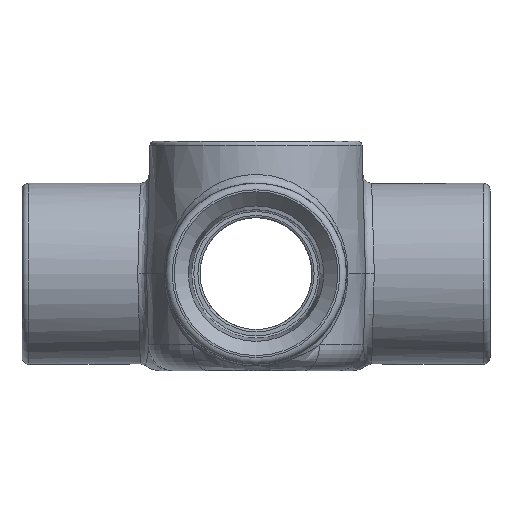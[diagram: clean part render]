
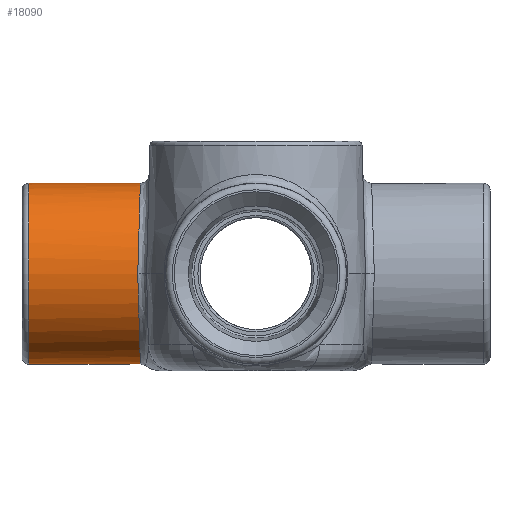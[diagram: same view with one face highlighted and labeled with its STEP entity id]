
A CAD part, left-side view. The second image highlights one B-rep face of the part: STEP entity #18090.
In plain terms, the highlighted cylindrical face has radius 16.272 mm (diameter 32.544 mm), a full revolution.
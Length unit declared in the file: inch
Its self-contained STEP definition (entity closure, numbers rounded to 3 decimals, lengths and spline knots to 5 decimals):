
#45=ELLIPSE('',#19093,0.64089,0.64063);
#46=ELLIPSE('',#19094,0.64089,0.64063);
#156=FACE_BOUND('',#5938,.T.);
#4312=CYLINDRICAL_SURFACE('',#19092,0.64063);
#4816=FACE_OUTER_BOUND('',#5937,.T.);
#5937=EDGE_LOOP('',(#14603,#14604));
#5938=EDGE_LOOP('',(#14605));
#7334=CIRCLE('',#19091,0.64063);
#8507=VERTEX_POINT('',#28390);
#8508=VERTEX_POINT('',#28393);
#8509=VERTEX_POINT('',#28394);
#10690=EDGE_CURVE('',#8507,#8507,#7334,.T.);
#10691=EDGE_CURVE('',#8508,#8509,#45,.T.);
#10692=EDGE_CURVE('',#8509,#8508,#46,.T.);
#14603=ORIENTED_EDGE('',*,*,#10691,.F.);
#14604=ORIENTED_EDGE('',*,*,#10692,.F.);
#14605=ORIENTED_EDGE('',*,*,#10690,.F.);
#18090=ADVANCED_FACE('',(#4816,#156),#4312,.T.);
#19091=AXIS2_PLACEMENT_3D('',#28391,#21405,#21406);
#19092=AXIS2_PLACEMENT_3D('',#28392,#21407,#21408);
#19093=AXIS2_PLACEMENT_3D('',#28395,#21409,#21410);
#19094=AXIS2_PLACEMENT_3D('',#28396,#21411,#21412);
#21405=DIRECTION('center_axis',(0.,1.,0.));
#21406=DIRECTION('ref_axis',(1.,0.,0.));
#21407=DIRECTION('center_axis',(0.,1.,0.));
#21408=DIRECTION('ref_axis',(1.,0.,0.));
#21409=DIRECTION('center_axis',(0.,-1.,-0.029));
#21410=DIRECTION('ref_axis',(0.,-0.029,1.));
#21411=DIRECTION('center_axis',(0.,-1.,0.029));
#21412=DIRECTION('ref_axis',(0.,-0.029,-1.));
#28390=CARTESIAN_POINT('',(-0.64063,1.60938,-0.9375));
#28391=CARTESIAN_POINT('Origin',(0.,1.60938,-0.9375));
#28392=CARTESIAN_POINT('Origin',(0.,1.65625,-0.9375));
#28393=CARTESIAN_POINT('',(0.64063,0.83707,-0.9375));
#28394=CARTESIAN_POINT('',(-0.64063,0.83707,-0.9375));
#28395=CARTESIAN_POINT('Origin',(0.,0.83707,-0.9375));
#28396=CARTESIAN_POINT('Origin',(0.,0.83707,-0.9375));
